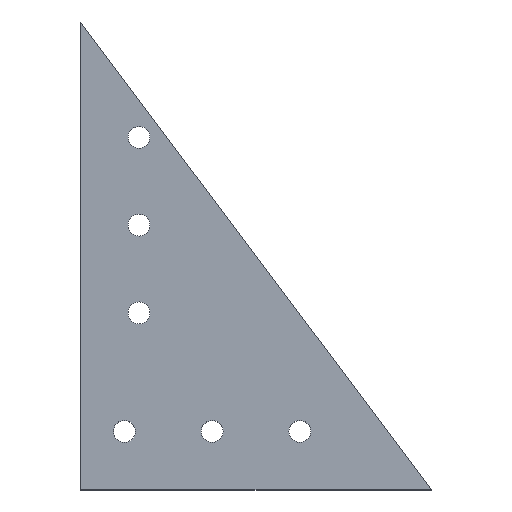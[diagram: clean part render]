
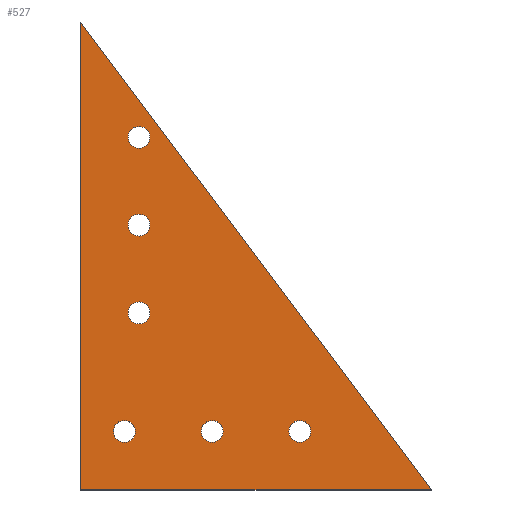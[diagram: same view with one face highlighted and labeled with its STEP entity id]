
A CAD part, top view. The second image highlights one B-rep face of the part: STEP entity #527.
In plain terms, the highlighted planar face has unit normal (0, 0, 1).
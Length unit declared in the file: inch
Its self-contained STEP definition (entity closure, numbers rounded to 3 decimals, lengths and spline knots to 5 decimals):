
#4 = DIRECTION ( 'NONE',  ( 1., 0., 0. ) ) ;
#18 = CARTESIAN_POINT ( 'NONE',  ( 0., 0., 0.125 ) ) ;
#20 = CARTESIAN_POINT ( 'NONE',  ( 0.59375, 1.51334, 0.125 ) ) ;
#28 = CARTESIAN_POINT ( 'NONE',  ( 1.21875, 0.5, 0.125 ) ) ;
#30 = DIRECTION ( 'NONE',  ( 1., 0., 0. ) ) ;
#32 = CARTESIAN_POINT ( 'NONE',  ( 0.375, 0.5, 0.125 ) ) ;
#34 = DIRECTION ( 'NONE',  ( 0., 0., 1. ) ) ;
#36 = CARTESIAN_POINT ( 'NONE',  ( 0., 4., 0.125 ) ) ;
#37 = CARTESIAN_POINT ( 'NONE',  ( 1.03125, 0.5, 0.125 ) ) ;
#39 = CARTESIAN_POINT ( 'NONE',  ( 0.40625, 3.01334, 0.125 ) ) ;
#40 = CARTESIAN_POINT ( 'NONE',  ( 0.28125, 0.5, 0.125 ) ) ;
#41 = DIRECTION ( 'NONE',  ( 0., 0., 1. ) ) ;
#43 = CARTESIAN_POINT ( 'NONE',  ( 0.59375, 3.01334, 0.125 ) ) ;
#48 = EDGE_CURVE ( 'NONE', #394, #396, #488, .T. ) ;
#54 = EDGE_CURVE ( 'NONE', #401, #375, #497, .T. ) ;
#59 = EDGE_CURVE ( 'NONE', #391, #388, #505, .T. ) ;
#60 = EDGE_CURVE ( 'NONE', #399, #392, #506, .T. ) ;
#62 = EDGE_CURVE ( 'NONE', #375, #401, #508, .T. ) ;
#63 = EDGE_CURVE ( 'NONE', #392, #399, #511, .T. ) ;
#64 = EDGE_CURVE ( 'NONE', #384, #387, #250, .T. ) ;
#65 = EDGE_CURVE ( 'NONE', #377, #380, #260, .T. ) ;
#66 = EDGE_CURVE ( 'NONE', #380, #379, #273, .T. ) ;
#67 = EDGE_CURVE ( 'NONE', #379, #377, #263, .T. ) ;
#68 = EDGE_CURVE ( 'NONE', #388, #391, #255, .T. ) ;
#69 = EDGE_CURVE ( 'NONE', #397, #402, #252, .T. ) ;
#70 = EDGE_CURVE ( 'NONE', #396, #394, #251, .T. ) ;
#91 = CARTESIAN_POINT ( 'NONE',  ( 0.40625, 1.51334, 0.125 ) ) ;
#93 = CARTESIAN_POINT ( 'NONE',  ( 0.40625, 2.26334, 0.125 ) ) ;
#100 = FACE_BOUND ( 'NONE', #337, .T. ) ;
#105 = FACE_BOUND ( 'NONE', #347, .T. ) ;
#108 = FACE_OUTER_BOUND ( 'NONE', #338, .T. ) ;
#118 = CIRCLE ( 'NONE', #279, 0.09375 ) ;
#120 = CIRCLE ( 'NONE', #278, 0.09375 ) ;
#122 = FACE_BOUND ( 'NONE', #356, .T. ) ;
#131 = FACE_BOUND ( 'NONE', #372, .T. ) ;
#134 = FACE_BOUND ( 'NONE', #348, .T. ) ;
#148 = CARTESIAN_POINT ( 'NONE',  ( 1.125, 0.5, 0.125 ) ) ;
#157 = DIRECTION ( 'NONE',  ( 1., 0., 0. ) ) ;
#158 = DIRECTION ( 'NONE',  ( 1., 0., 0. ) ) ;
#160 = DIRECTION ( 'NONE',  ( 0., 0., 1. ) ) ;
#162 = DIRECTION ( 'NONE',  ( 1., 0., 0. ) ) ;
#166 = DIRECTION ( 'NONE',  ( 1., 0., 0. ) ) ;
#172 = DIRECTION ( 'NONE',  ( 1., 0., 0. ) ) ;
#173 = DIRECTION ( 'NONE',  ( -0.6, 0.8, 0. ) ) ;
#179 = DIRECTION ( 'NONE',  ( 1., 0., 0. ) ) ;
#180 = DIRECTION ( 'NONE',  ( 0., 0., 1. ) ) ;
#181 = DIRECTION ( 'NONE',  ( 0., -1., 0. ) ) ;
#183 = CARTESIAN_POINT ( 'NONE',  ( 3., 0., 0.125 ) ) ;
#185 = DIRECTION ( 'NONE',  ( 0., 0., 1. ) ) ;
#187 = CARTESIAN_POINT ( 'NONE',  ( 0.5, 3.01334, 0.125 ) ) ;
#188 = DIRECTION ( 'NONE',  ( 1., 0., 0. ) ) ;
#197 = DIRECTION ( 'NONE',  ( 0., 0., 1. ) ) ;
#198 = DIRECTION ( 'NONE',  ( 0., 0., 1. ) ) ;
#199 = CARTESIAN_POINT ( 'NONE',  ( 0.5, 3.01334, 0.125 ) ) ;
#200 = DIRECTION ( 'NONE',  ( 0., 0., 1. ) ) ;
#201 = DIRECTION ( 'NONE',  ( 1., 0., 0. ) ) ;
#202 = DIRECTION ( 'NONE',  ( 1., 0., 0. ) ) ;
#203 = DIRECTION ( 'NONE',  ( 1., 0., 0. ) ) ;
#204 = CARTESIAN_POINT ( 'NONE',  ( 1.125, 0.5, 0.125 ) ) ;
#206 = CARTESIAN_POINT ( 'NONE',  ( 1.875, 0.5, 0.125 ) ) ;
#207 = DIRECTION ( 'NONE',  ( 0., 0., 1. ) ) ;
#208 = CARTESIAN_POINT ( 'NONE',  ( 0.5, 1.51334, 0.125 ) ) ;
#209 = CARTESIAN_POINT ( 'NONE',  ( 0.5, 2.26334, 0.125 ) ) ;
#210 = CARTESIAN_POINT ( 'NONE',  ( 0.5, 2.26334, 0.125 ) ) ;
#211 = DIRECTION ( 'NONE',  ( 0., 0., 1. ) ) ;
#212 = DIRECTION ( 'NONE',  ( 0., 0., 1. ) ) ;
#213 = CARTESIAN_POINT ( 'NONE',  ( 1.875, 0.5, 0.125 ) ) ;
#217 = CARTESIAN_POINT ( 'NONE',  ( 0., 0., 0.125 ) ) ;
#218 = CARTESIAN_POINT ( 'NONE',  ( 0., 4., 0.125 ) ) ;
#219 = CARTESIAN_POINT ( 'NONE',  ( 0.375, 0.5, 0.125 ) ) ;
#220 = DIRECTION ( 'NONE',  ( 0., 0., 1. ) ) ;
#223 = DIRECTION ( 'NONE',  ( 1., 0., 0. ) ) ;
#250 = CIRCLE ( 'NONE', #295, 0.09375 ) ;
#251 = CIRCLE ( 'NONE', #292, 0.09375 ) ;
#252 = CIRCLE ( 'NONE', #293, 0.09375 ) ;
#253 = VECTOR ( 'NONE', #203, 39.37008 ) ;
#254 = VECTOR ( 'NONE', #181, 39.37008 ) ;
#255 = CIRCLE ( 'NONE', #294, 0.09375 ) ;
#260 = LINE ( 'NONE', #183, #253 ) ;
#263 = LINE ( 'NONE', #217, #254 ) ;
#269 = VECTOR ( 'NONE', #173, 39.37008 ) ;
#273 = LINE ( 'NONE', #218, #269 ) ;
#278 = AXIS2_PLACEMENT_3D ( 'NONE', #618, #34, #4 ) ;
#279 = AXIS2_PLACEMENT_3D ( 'NONE', #32, #41, #30 ) ;
#292 = AXIS2_PLACEMENT_3D ( 'NONE', #187, #160, #223 ) ;
#293 = AXIS2_PLACEMENT_3D ( 'NONE', #208, #212, #162 ) ;
#294 = AXIS2_PLACEMENT_3D ( 'NONE', #148, #180, #179 ) ;
#295 = AXIS2_PLACEMENT_3D ( 'NONE', #219, #220, #157 ) ;
#296 = AXIS2_PLACEMENT_3D ( 'NONE', #213, #197, #158 ) ;
#297 = AXIS2_PLACEMENT_3D ( 'NONE', #209, #200, #202 ) ;
#298 = AXIS2_PLACEMENT_3D ( 'NONE', #206, #207, #201 ) ;
#299 = AXIS2_PLACEMENT_3D ( 'NONE', #204, #211, #188 ) ;
#301 = AXIS2_PLACEMENT_3D ( 'NONE', #210, #185, #166 ) ;
#303 = AXIS2_PLACEMENT_3D ( 'NONE', #199, #198, #172 ) ;
#309 = EDGE_CURVE ( 'NONE', #387, #384, #118, .T. ) ;
#310 = EDGE_CURVE ( 'NONE', #402, #397, #120, .T. ) ;
#325 = AXIS2_PLACEMENT_3D ( 'NONE', #569, #568, #573 ) ;
#337 = EDGE_LOOP ( 'NONE', ( #460, #459 ) ) ;
#338 = EDGE_LOOP ( 'NONE', ( #454, #453, #452 ) ) ;
#344 = EDGE_LOOP ( 'NONE', ( #447, #446 ) ) ;
#347 = EDGE_LOOP ( 'NONE', ( #456, #455 ) ) ;
#348 = EDGE_LOOP ( 'NONE', ( #458, #457 ) ) ;
#356 = EDGE_LOOP ( 'NONE', ( #449, #448 ) ) ;
#372 = EDGE_LOOP ( 'NONE', ( #451, #450 ) ) ;
#375 = VERTEX_POINT ( 'NONE', #619 ) ;
#377 = VERTEX_POINT ( 'NONE', #18 ) ;
#379 = VERTEX_POINT ( 'NONE', #36 ) ;
#380 = VERTEX_POINT ( 'NONE', #615 ) ;
#384 = VERTEX_POINT ( 'NONE', #617 ) ;
#387 = VERTEX_POINT ( 'NONE', #40 ) ;
#388 = VERTEX_POINT ( 'NONE', #28 ) ;
#391 = VERTEX_POINT ( 'NONE', #37 ) ;
#392 = VERTEX_POINT ( 'NONE', #616 ) ;
#394 = VERTEX_POINT ( 'NONE', #39 ) ;
#396 = VERTEX_POINT ( 'NONE', #43 ) ;
#397 = VERTEX_POINT ( 'NONE', #20 ) ;
#399 = VERTEX_POINT ( 'NONE', #622 ) ;
#401 = VERTEX_POINT ( 'NONE', #93 ) ;
#402 = VERTEX_POINT ( 'NONE', #91 ) ;
#446 = ORIENTED_EDGE ( 'NONE', *, *, #70, .F. ) ;
#447 = ORIENTED_EDGE ( 'NONE', *, *, #48, .F. ) ;
#448 = ORIENTED_EDGE ( 'NONE', *, *, #69, .F. ) ;
#449 = ORIENTED_EDGE ( 'NONE', *, *, #310, .F. ) ;
#450 = ORIENTED_EDGE ( 'NONE', *, *, #68, .F. ) ;
#451 = ORIENTED_EDGE ( 'NONE', *, *, #59, .F. ) ;
#452 = ORIENTED_EDGE ( 'NONE', *, *, #67, .T. ) ;
#453 = ORIENTED_EDGE ( 'NONE', *, *, #66, .T. ) ;
#454 = ORIENTED_EDGE ( 'NONE', *, *, #65, .T. ) ;
#455 = ORIENTED_EDGE ( 'NONE', *, *, #64, .F. ) ;
#456 = ORIENTED_EDGE ( 'NONE', *, *, #309, .F. ) ;
#457 = ORIENTED_EDGE ( 'NONE', *, *, #63, .F. ) ;
#458 = ORIENTED_EDGE ( 'NONE', *, *, #60, .F. ) ;
#459 = ORIENTED_EDGE ( 'NONE', *, *, #62, .F. ) ;
#460 = ORIENTED_EDGE ( 'NONE', *, *, #54, .F. ) ;
#488 = CIRCLE ( 'NONE', #303, 0.09375 ) ;
#497 = CIRCLE ( 'NONE', #301, 0.09375 ) ;
#505 = CIRCLE ( 'NONE', #299, 0.09375 ) ;
#506 = CIRCLE ( 'NONE', #298, 0.09375 ) ;
#508 = CIRCLE ( 'NONE', #297, 0.09375 ) ;
#511 = CIRCLE ( 'NONE', #296, 0.09375 ) ;
#527 = ADVANCED_FACE ( 'NONE', ( #100, #134, #105, #108, #131, #122, #605 ), #571, .F. ) ;
#568 = DIRECTION ( 'NONE',  ( 0., 0., -1. ) ) ;
#569 = CARTESIAN_POINT ( 'NONE',  ( 0., 0., 0.125 ) ) ;
#571 = PLANE ( 'NONE',  #325 ) ;
#573 = DIRECTION ( 'NONE',  ( -1., 0., 0. ) ) ;
#605 = FACE_BOUND ( 'NONE', #344, .T. ) ;
#615 = CARTESIAN_POINT ( 'NONE',  ( 3., 0., 0.125 ) ) ;
#616 = CARTESIAN_POINT ( 'NONE',  ( 1.96875, 0.5, 0.125 ) ) ;
#617 = CARTESIAN_POINT ( 'NONE',  ( 0.46875, 0.5, 0.125 ) ) ;
#618 = CARTESIAN_POINT ( 'NONE',  ( 0.5, 1.51334, 0.125 ) ) ;
#619 = CARTESIAN_POINT ( 'NONE',  ( 0.59375, 2.26334, 0.125 ) ) ;
#622 = CARTESIAN_POINT ( 'NONE',  ( 1.78125, 0.5, 0.125 ) ) ;
